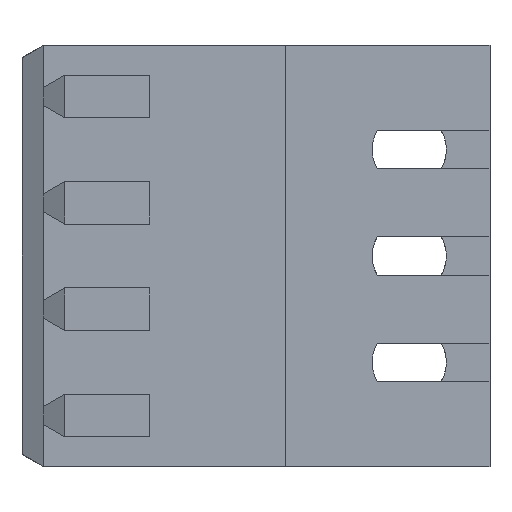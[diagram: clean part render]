
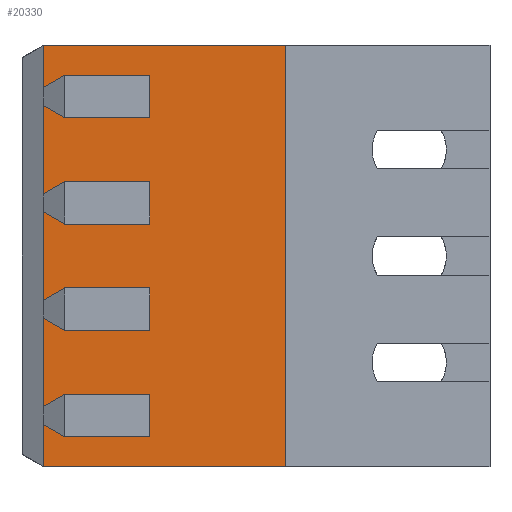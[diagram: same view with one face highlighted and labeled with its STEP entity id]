
A CAD part, front view. The second image highlights one B-rep face of the part: STEP entity #20330.
In plain terms, the highlighted planar face has unit normal (0, -1, 0).
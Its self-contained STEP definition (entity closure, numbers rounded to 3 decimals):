
#200=CARTESIAN_POINT('',(-141.006,101.174,
1.2));
#210=VERTEX_POINT('',#200);
#240=CARTESIAN_POINT('',(0.,101.174,
1.2));
#250=DIRECTION('',(1.,0.,0.));
#260=VECTOR('',#250,1.);
#270=LINE('',#240,#260);
#280=CARTESIAN_POINT('',(-146.706,101.174,
1.2));
#290=VERTEX_POINT('',#280);
#300=EDGE_CURVE('',#290,#210,#270,.T.);
#14280=CARTESIAN_POINT('',(-146.706,101.174,
2.475));
#14290=DIRECTION('',(0.,0.,-1.));
#14300=VECTOR('',#14290,1.);
#14310=LINE('',#14280,#14300);
#14320=CARTESIAN_POINT('',(-146.706,101.174,
-8.7));
#14330=VERTEX_POINT('',#14320);
#14340=EDGE_CURVE('',#290,#14330,#14310,.T.);
#18720=CARTESIAN_POINT('',(-141.006,101.174,
-8.7));
#18730=VERTEX_POINT('',#18720);
#18760=CARTESIAN_POINT('',(-141.006,101.174,
2.475));
#18770=DIRECTION('',(0.,0.,-1.));
#18780=VECTOR('',#18770,1.);
#18790=LINE('',#18760,#18780);
#18800=EDGE_CURVE('',#210,#18730,#18790,.T.);
#18850=CARTESIAN_POINT('',(-141.407,101.174,
-20.72));
#18860=DIRECTION('',(0.,1.,0.));
#18870=DIRECTION('',(1.,0.,0.));
#18880=AXIS2_PLACEMENT_3D('',#18850,#18860,#18870);
#18890=PLANE('',#18880);
#18900=CARTESIAN_POINT('',(-144.206,101.174,
2.475));
#18910=DIRECTION('',(0.,0.,1.));
#18920=VECTOR('',#18910,1.);
#18930=LINE('',#18900,#18920);
#18940=CARTESIAN_POINT('',(-144.206,101.174,
-5.5));
#18950=VERTEX_POINT('',#18940);
#18960=CARTESIAN_POINT('',(-144.206,101.174,
-4.5));
#18970=VERTEX_POINT('',#18960);
#18980=EDGE_CURVE('',#18950,#18970,#18930,.T.);
#18990=ORIENTED_EDGE('',*,*,#18980,.F.);
#19000=CARTESIAN_POINT('',(0.,101.174,
-4.5));
#19010=DIRECTION('',(-1.,0.,0.));
#19020=VECTOR('',#19010,1.);
#19030=LINE('',#19000,#19020);
#19040=CARTESIAN_POINT('',(-145.606,101.174,
-4.5));
#19050=VERTEX_POINT('',#19040);
#19060=EDGE_CURVE('',#18970,#19050,#19030,.T.);
#19070=ORIENTED_EDGE('',*,*,#19060,.F.);
#19080=CARTESIAN_POINT('',(-145.606,101.174,
2.475));
#19090=DIRECTION('',(0.,0.,1.));
#19100=VECTOR('',#19090,1.);
#19110=LINE('',#19080,#19100);
#19120=CARTESIAN_POINT('',(-145.606,101.174,
-5.5));
#19130=VERTEX_POINT('',#19120);
#19140=EDGE_CURVE('',#19130,#19050,#19110,.T.);
#19150=ORIENTED_EDGE('',*,*,#19140,.T.);
#19160=CARTESIAN_POINT('',(0.,101.174,
-5.5));
#19170=DIRECTION('',(1.,0.,0.));
#19180=VECTOR('',#19170,1.);
#19190=LINE('',#19160,#19180);
#19200=EDGE_CURVE('',#19130,#18950,#19190,.T.);
#19210=ORIENTED_EDGE('',*,*,#19200,.F.);
#19220=EDGE_LOOP('',(#19210,#19150,#19070,#18990));
#19230=FACE_BOUND('',#19220,.T.);
#19240=CARTESIAN_POINT('',(-144.206,101.174,
2.475));
#19250=DIRECTION('',(0.,0.,-1.));
#19260=VECTOR('',#19250,1.);
#19270=LINE('',#19240,#19260);
#19280=CARTESIAN_POINT('',(-144.206,101.174,
0.5));
#19290=VERTEX_POINT('',#19280);
#19300=CARTESIAN_POINT('',(-144.206,101.174,
-0.5));
#19310=VERTEX_POINT('',#19300);
#19320=EDGE_CURVE('',#19290,#19310,#19270,.T.);
#19330=ORIENTED_EDGE('',*,*,#19320,.T.);
#19340=CARTESIAN_POINT('',(0.,101.174,
0.5));
#19350=DIRECTION('',(1.,0.,0.));
#19360=VECTOR('',#19350,1.);
#19370=LINE('',#19340,#19360);
#19380=CARTESIAN_POINT('',(-145.606,101.174,
0.5));
#19390=VERTEX_POINT('',#19380);
#19400=EDGE_CURVE('',#19390,#19290,#19370,.T.);
#19410=ORIENTED_EDGE('',*,*,#19400,.T.);
#19420=CARTESIAN_POINT('',(-145.606,101.174,
2.475));
#19430=DIRECTION('',(0.,0.,1.));
#19440=VECTOR('',#19430,1.);
#19450=LINE('',#19420,#19440);
#19460=CARTESIAN_POINT('',(-145.606,101.174,
-0.5));
#19470=VERTEX_POINT('',#19460);
#19480=EDGE_CURVE('',#19470,#19390,#19450,.T.);
#19490=ORIENTED_EDGE('',*,*,#19480,.T.);
#19500=CARTESIAN_POINT('',(0.,101.174,
-0.5));
#19510=DIRECTION('',(-1.,0.,0.));
#19520=VECTOR('',#19510,1.);
#19530=LINE('',#19500,#19520);
#19540=EDGE_CURVE('',#19310,#19470,#19530,.T.);
#19550=ORIENTED_EDGE('',*,*,#19540,.T.);
#19560=EDGE_LOOP('',(#19550,#19490,#19410,#19330));
#19570=FACE_BOUND('',#19560,.T.);
#19580=CARTESIAN_POINT('',(0.,101.174,
-2.));
#19590=DIRECTION('',(1.,0.,0.));
#19600=VECTOR('',#19590,1.);
#19610=LINE('',#19580,#19600);
#19620=CARTESIAN_POINT('',(-145.606,101.174,
-2.));
#19630=VERTEX_POINT('',#19620);
#19640=CARTESIAN_POINT('',(-144.206,101.174,
-2.));
#19650=VERTEX_POINT('',#19640);
#19660=EDGE_CURVE('',#19630,#19650,#19610,.T.);
#19670=ORIENTED_EDGE('',*,*,#19660,.T.);
#19680=CARTESIAN_POINT('',(-145.606,101.174,
2.475));
#19690=DIRECTION('',(0.,0.,1.));
#19700=VECTOR('',#19690,1.);
#19710=LINE('',#19680,#19700);
#19720=CARTESIAN_POINT('',(-145.606,101.174,
-3.));
#19730=VERTEX_POINT('',#19720);
#19740=EDGE_CURVE('',#19730,#19630,#19710,.T.);
#19750=ORIENTED_EDGE('',*,*,#19740,.T.);
#19760=CARTESIAN_POINT('',(0.,101.174,
-3.));
#19770=DIRECTION('',(-1.,0.,0.));
#19780=VECTOR('',#19770,1.);
#19790=LINE('',#19760,#19780);
#19800=CARTESIAN_POINT('',(-144.206,101.174,
-3.));
#19810=VERTEX_POINT('',#19800);
#19820=EDGE_CURVE('',#19810,#19730,#19790,.T.);
#19830=ORIENTED_EDGE('',*,*,#19820,.T.);
#19840=CARTESIAN_POINT('',(-144.206,101.174,
2.475));
#19850=DIRECTION('',(0.,0.,-1.));
#19860=VECTOR('',#19850,1.);
#19870=LINE('',#19840,#19860);
#19880=EDGE_CURVE('',#19650,#19810,#19870,.T.);
#19890=ORIENTED_EDGE('',*,*,#19880,.T.);
#19900=EDGE_LOOP('',(#19890,#19830,#19750,#19670));
#19910=FACE_BOUND('',#19900,.T.);
#19920=CARTESIAN_POINT('',(0.,101.174,
-7.));
#19930=DIRECTION('',(-1.,0.,0.));
#19940=VECTOR('',#19930,1.);
#19950=LINE('',#19920,#19940);
#19960=CARTESIAN_POINT('',(-144.206,101.174,
-7.));
#19970=VERTEX_POINT('',#19960);
#19980=CARTESIAN_POINT('',(-145.606,101.174,
-7.));
#19990=VERTEX_POINT('',#19980);
#20000=EDGE_CURVE('',#19970,#19990,#19950,.T.);
#20010=ORIENTED_EDGE('',*,*,#20000,.F.);
#20020=CARTESIAN_POINT('',(-145.606,101.174,
-8.));
#20030=VERTEX_POINT('',#20020);
#20040=EDGE_CURVE('',#20030,#19990,#19110,.T.);
#20050=ORIENTED_EDGE('',*,*,#20040,.T.);
#20060=CARTESIAN_POINT('',(0.,101.174,
-8.));
#20070=DIRECTION('',(1.,0.,0.));
#20080=VECTOR('',#20070,1.);
#20090=LINE('',#20060,#20080);
#20100=CARTESIAN_POINT('',(-144.206,101.174,
-8.));
#20110=VERTEX_POINT('',#20100);
#20120=EDGE_CURVE('',#20030,#20110,#20090,.T.);
#20130=ORIENTED_EDGE('',*,*,#20120,.F.);
#20140=CARTESIAN_POINT('',(-144.206,101.174,
2.475));
#20150=DIRECTION('',(0.,0.,1.));
#20160=VECTOR('',#20150,1.);
#20170=LINE('',#20140,#20160);
#20180=EDGE_CURVE('',#20110,#19970,#20170,.T.);
#20190=ORIENTED_EDGE('',*,*,#20180,.F.);
#20200=EDGE_LOOP('',(#20190,#20130,#20050,#20010));
#20210=FACE_BOUND('',#20200,.T.);
#20220=CARTESIAN_POINT('',(0.,101.174,
-8.7));
#20230=DIRECTION('',(1.,0.,0.));
#20240=VECTOR('',#20230,1.);
#20250=LINE('',#20220,#20240);
#20260=EDGE_CURVE('',#14330,#18730,#20250,.T.);
#20270=ORIENTED_EDGE('',*,*,#20260,.T.);
#20280=ORIENTED_EDGE('',*,*,#14340,.T.);
#20290=ORIENTED_EDGE('',*,*,#300,.F.);
#20300=ORIENTED_EDGE('',*,*,#18800,.F.);
#20310=EDGE_LOOP('',(#20300,#20290,#20280,#20270));
#20320=FACE_OUTER_BOUND('',#20310,.T.);
#20330=ADVANCED_FACE('',(#19230,#19570,#19910,#20210,#20320),#18890,.F.)
;
